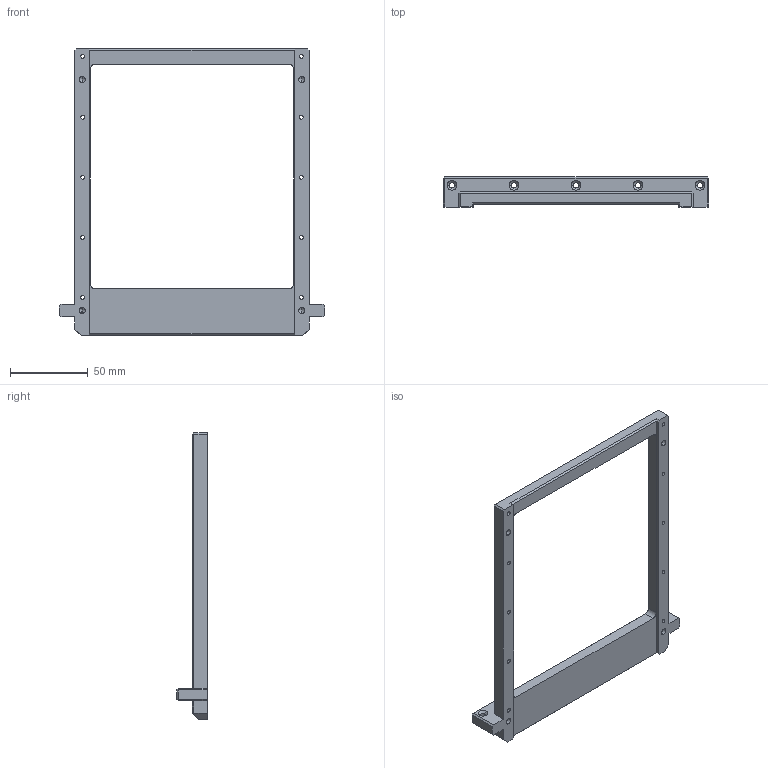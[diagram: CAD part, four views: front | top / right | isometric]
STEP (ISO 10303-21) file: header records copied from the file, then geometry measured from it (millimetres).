
FILE_DESCRIPTION (( 'STEP AP214' ), '1' );
FILE_NAME ('Fibers_support_1.STEP', '2025-09-16T14:16:05', ( '' ), ( '' ), 'SwSTEP 2.0', 'SolidWorks 2025', '' );
FILE_SCHEMA (( 'AUTOMOTIVE_DESIGN' ));
Length unit declared in the file: millimetre
Products named in the file (1): Fibers_support_1
Bounding box: 171 x 19.5 x 185 mm (x, y, z)
Volume: 88630.7 mm3; surface area: 32889.2 mm2
Topology: 1 solids, 1 shells, 120 faces, 306 edges, 184 vertices
Faces by surface type: plane 56, cylinder 42, cone 22
Entity records: 3615 total; most frequent: DIRECTION 638, CARTESIAN_POINT 603, ORIENTED_EDGE 596, EDGE_CURVE 298, AXIS2_PLACEMENT_3D 219, VECTOR 200, LINE 200, VERTEX_POINT 184
